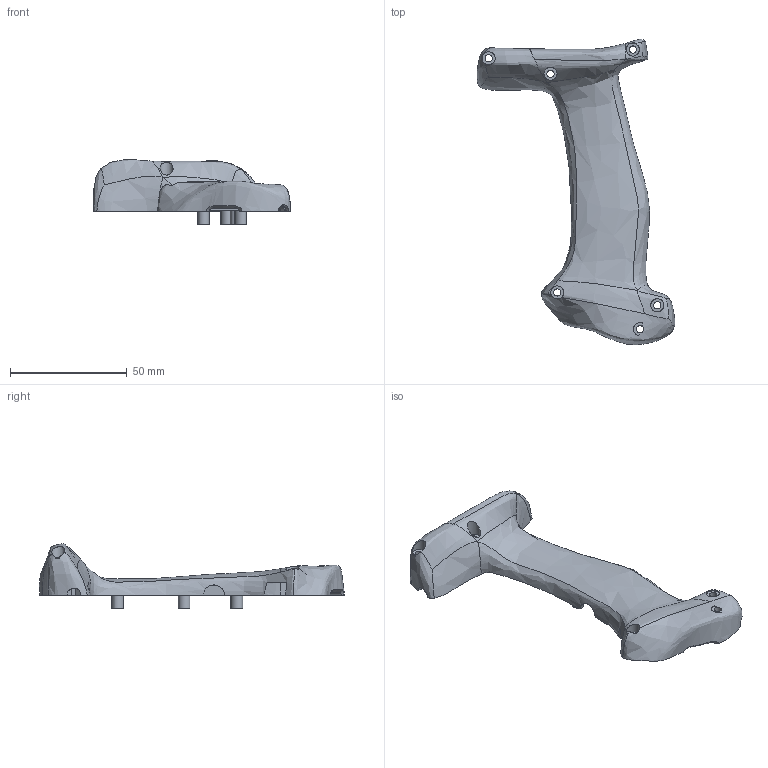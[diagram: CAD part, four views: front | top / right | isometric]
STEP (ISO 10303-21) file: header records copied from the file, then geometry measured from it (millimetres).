
FILE_DESCRIPTION(/* description */ (''),/* implementation_level */ '2;1');
FILE_NAME(/* name */ 'L.step',/* time_stamp */ '2025-05-15T15:43:14-04:00',/* author */ (''),/* organization */ (''),/* preprocessor_version */ 'ST-DEVELOPER v20.1',/* originating_system */ 'Autodesk Translation Framework v14.4.0.0',/* authorisation */ '');
FILE_SCHEMA (('AUTOMOTIVE_DESIGN { 1 0 10303 214 3 1 1 }'));
Length unit declared in the file: millimetre
Products named in the file (1): r (1)
Bounding box: 84.52 x 130.53 x 27.52 mm (x, y, z)
Volume: 39284.5 mm3; surface area: 16688.6 mm2
Topology: 1 solids, 1 shells, 176 faces, 467 edges, 300 vertices
Faces by surface type: plane 99, cylinder 39, bspline 24, sphere 8, torus 4, cone 2
Full cylindrical faces by diameter (mm): 3.1 x6, 5 x4, 5.6 x5
Entity records: 10994 total; most frequent: CARTESIAN_POINT 6805, ORIENTED_EDGE 934, DIRECTION 741, EDGE_CURVE 467, VERTEX_POINT 300, LINE 271, VECTOR 271, AXIS2_PLACEMENT_3D 235
